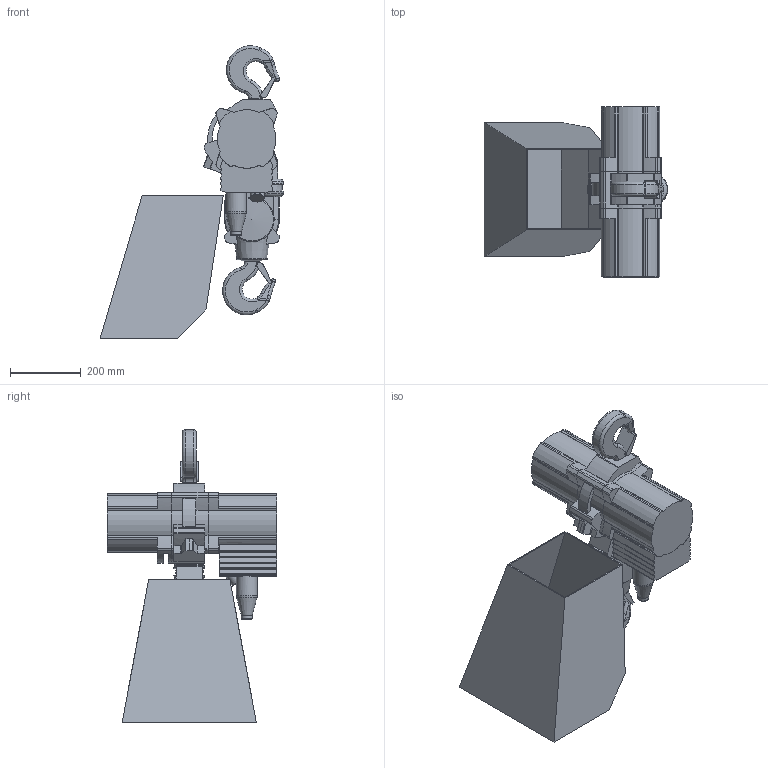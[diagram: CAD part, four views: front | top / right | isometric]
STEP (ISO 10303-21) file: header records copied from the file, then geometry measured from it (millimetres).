
FILE_DESCRIPTION(('STEP AP214'),'1');
FILE_NAME('PMH Profi Lufttelfer 6300-2 TI.stp','2013-06-25T12:20:49',(' '),(' '),'Spatial InterOp 3D',' ',' ');
FILE_SCHEMA(('automotive_design'));
Length unit declared in the file: metre
Products named in the file (12): Geraet Profi   6 TI LUFT; Mittelteil Profi   6 TI; Getriebe TI 131; Motor BI LUFT; Motor NM3BI; Steuerventil BI Luft; Unterflasche   6T mit Haken; Unterflasche   6T; Lasthaken   8T; PMH Profi Lufttelfer 6300_2 TI; Kettenkasten Typ 12
Assembly tree (11 placements, depth 4):
  PMH Profi Lufttelfer 6300_2 TI
    Geraet Profi   6 TI LUFT
      Mittelteil Profi   6 TI
      Getriebe TI 131
      Motor BI LUFT
        Motor NM3BI
        Steuerventil BI Luft
      Unterflasche   6T mit Haken
        Unterflasche   6T
        Lasthaken   8T
      Lasthaken   8T
    Kettenkasten Typ 12
Bounding box: 520.67 x 481.5 x 828.39 mm (x, y, z)
Volume: 19877595.6 mm3; surface area: 1948243.6 mm2
Topology: 8 solids, 8 shells, 505 faces, 1378 edges, 885 vertices
Faces by surface type: cylinder 279, plane 139, bspline 47, torus 34, cone 5, sphere 1
Full cylindrical faces by diameter (mm): 31 x1, 35.6 x2, 59 x1, 126 x2
Entity records: 25674 total; most frequent: CARTESIAN_POINT 8533, DIRECTION 2859, ORIENTED_EDGE 2688, EDGE_CURVE 1344, AXIS2_PLACEMENT_3D 1158, VERTEX_POINT 879, CIRCLE 644, LINE 543
